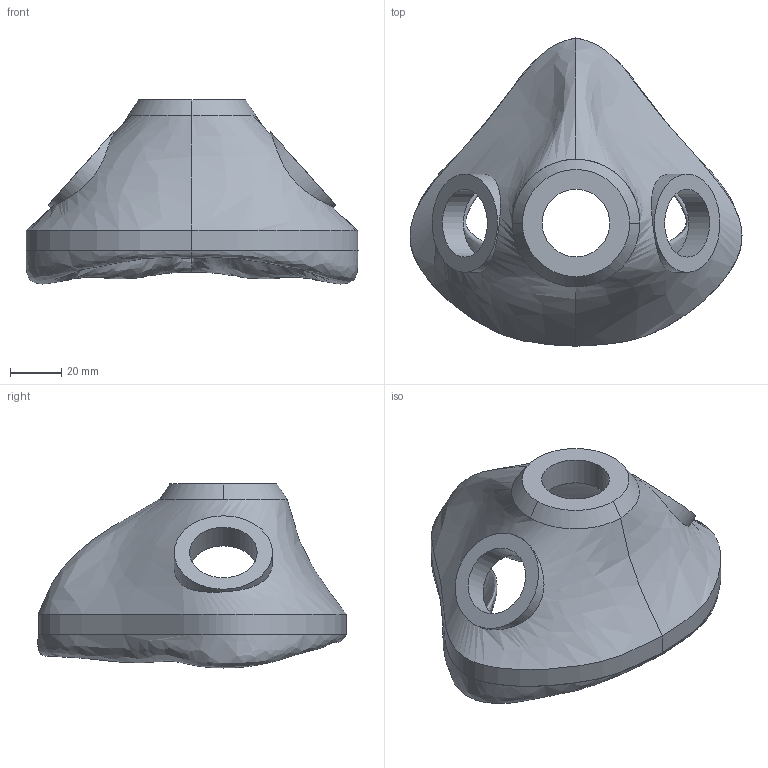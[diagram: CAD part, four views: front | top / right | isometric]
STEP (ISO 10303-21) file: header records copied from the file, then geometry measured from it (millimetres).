
FILE_DESCRIPTION(/* description */ (''),/* implementation_level */ '2;1');
FILE_NAME(/* name */ '5f037951232bca14783f6300',/* time_stamp */ '2020-07-06T19:19:45+00:00',/* author */ (''),/* organization */ (''),/* preprocessor_version */ 'ST-DEVELOPER v16.7',/* originating_system */ $,/* authorisation */ $);
FILE_SCHEMA (('AUTOMOTIVE_DESIGN {1 0 10303 214 3 1 1}'));
Length unit declared in the file: metre
Products named in the file (2): Seal; Silicone mask
Bounding box: 130.06 x 120.81 x 72.09 mm (x, y, z)
Volume: 112157.2 mm3; surface area: 61228.2 mm2
Topology: 2 solids, 2 shells, 39 faces, 89 edges, 56 vertices
Faces by surface type: bspline 16, plane 13, cylinder 9, cone 1
Full cylindrical faces by diameter (mm): 26.5 x3, 38.5 x2
Entity records: 9359 total; most frequent: CARTESIAN_POINT 8590, ORIENTED_EDGE 164, DIRECTION 88, EDGE_CURVE 82, B_SPLINE_CURVE_WITH_KNOTS 58, EDGE_LOOP 56, FACE_BOUND 56, VERTEX_POINT 54
